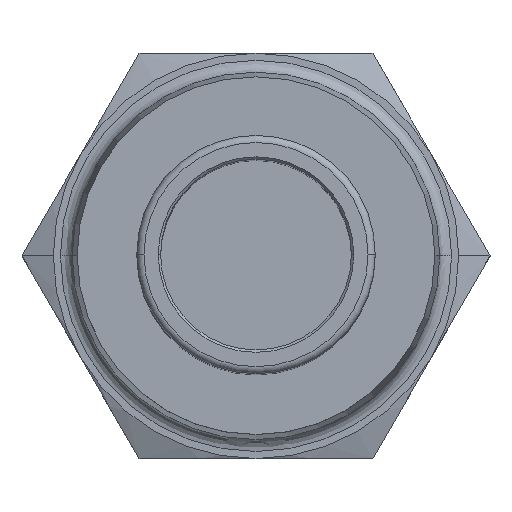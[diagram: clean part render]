
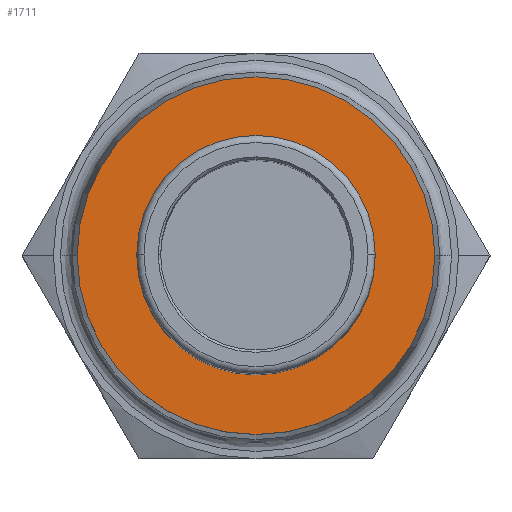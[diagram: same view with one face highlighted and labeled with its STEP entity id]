
A CAD part, top view. The second image highlights one B-rep face of the part: STEP entity #1711.
In plain terms, the highlighted planar face has unit normal (0, 0, 1).
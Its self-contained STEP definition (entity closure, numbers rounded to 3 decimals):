
#143=CARTESIAN_POINT('',(-7.5,0.0,-9.3));
#144=VERTEX_POINT('',#143);
#160=CARTESIAN_POINT('',(7.5,0.,-9.3));
#161=VERTEX_POINT('',#160);
#168=CARTESIAN_POINT('',(0.,0.0,-9.3));
#169=DIRECTION('',(0.0,0.0,1.0));
#170=DIRECTION('',(-1.0,0.0,0.0));
#171=AXIS2_PLACEMENT_3D('',#168,#169,#170);
#172=CIRCLE('',#171,7.5);
#173=EDGE_CURVE('',#144,#161,#172,.T.);
#263=CARTESIAN_POINT('',(-5.0,0.0,-9.3));
#264=VERTEX_POINT('',#263);
#273=CARTESIAN_POINT('',(5.,0.,-9.3));
#274=VERTEX_POINT('',#273);
#275=CARTESIAN_POINT('',(0.,0.0,-9.3));
#276=DIRECTION('',(0.0,0.0,1.0));
#277=DIRECTION('',(-1.0,0.0,0.0));
#278=AXIS2_PLACEMENT_3D('',#275,#276,#277);
#279=CIRCLE('',#278,5.);
#280=EDGE_CURVE('',#264,#274,#279,.T.);
#1646=CARTESIAN_POINT('',(0.,0.0,-9.3));
#1647=DIRECTION('',(0.0,0.0,1.0));
#1648=DIRECTION('',(-1.0,0.0,0.0));
#1649=AXIS2_PLACEMENT_3D('',#1646,#1647,#1648);
#1650=CIRCLE('',#1649,5.);
#1651=EDGE_CURVE('',#274,#264,#1650,.T.);
#1686=CARTESIAN_POINT('',(0.,0.0,-9.3));
#1687=DIRECTION('',(0.0,0.0,1.0));
#1688=DIRECTION('',(-1.0,0.0,0.0));
#1689=AXIS2_PLACEMENT_3D('',#1686,#1687,#1688);
#1690=CIRCLE('',#1689,7.5);
#1691=EDGE_CURVE('',#161,#144,#1690,.T.);
#1698=CARTESIAN_POINT('',(-6.25,0.0,-9.3));
#1699=DIRECTION('',(0.0,0.0,1.0));
#1700=DIRECTION('',(1.0,0.0,0.0));
#1701=AXIS2_PLACEMENT_3D('',#1698,#1699,#1700);
#1702=PLANE('',#1701);
#1703=ORIENTED_EDGE('',*,*,#173,.T.);
#1704=ORIENTED_EDGE('',*,*,#1691,.T.);
#1705=EDGE_LOOP('',(#1703,#1704));
#1706=FACE_OUTER_BOUND('',#1705,.T.);
#1707=ORIENTED_EDGE('',*,*,#280,.F.);
#1708=ORIENTED_EDGE('',*,*,#1651,.F.);
#1709=EDGE_LOOP('',(#1707,#1708));
#1710=FACE_BOUND('',#1709,.T.);
#1711=ADVANCED_FACE('',(#1706,#1710),#1702,.T.);
